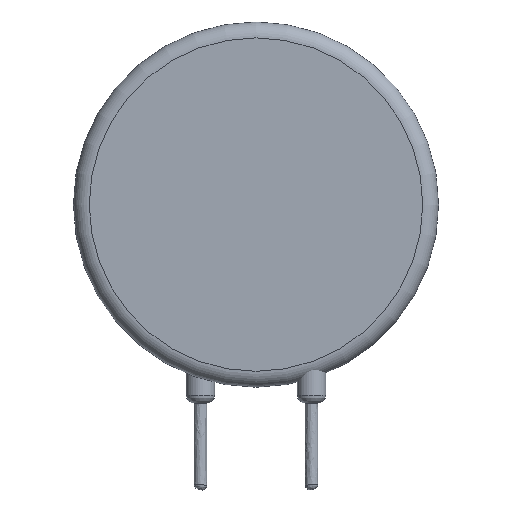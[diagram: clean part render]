
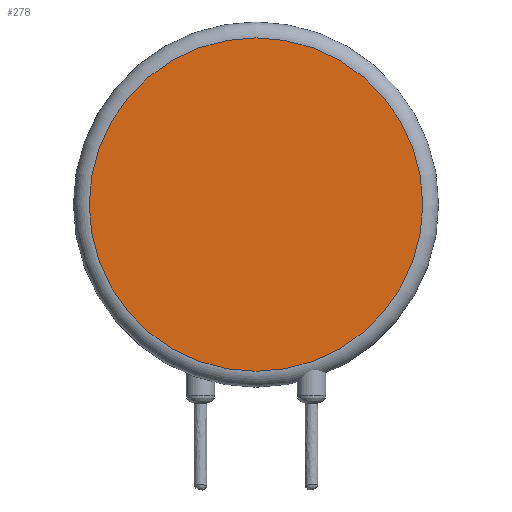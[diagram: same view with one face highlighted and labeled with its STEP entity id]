
A CAD part, left-side view. The second image highlights one B-rep face of the part: STEP entity #278.
In plain terms, the highlighted planar face has unit normal (-1, 0, 0).
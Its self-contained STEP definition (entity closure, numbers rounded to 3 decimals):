
#39=PLANE('',#325);
#69=FACE_OUTER_BOUND('',#90,.T.);
#90=EDGE_LOOP('',(#213));
#115=CIRCLE('',#323,10.5);
#138=VERTEX_POINT('',#456);
#165=EDGE_CURVE('',#138,#138,#115,.T.);
#213=ORIENTED_EDGE('',*,*,#165,.F.);
#278=ADVANCED_FACE('',(#69),#39,.F.);
#323=AXIS2_PLACEMENT_3D('',#457,#375,#376);
#325=AXIS2_PLACEMENT_3D('',#459,#379,#380);
#375=DIRECTION('center_axis',(1.,0.,0.));
#376=DIRECTION('ref_axis',(0.,1.,0.));
#379=DIRECTION('center_axis',(1.,0.,0.));
#380=DIRECTION('ref_axis',(0.,1.,0.));
#456=CARTESIAN_POINT('',(-2.8,0.,6.));
#457=CARTESIAN_POINT('Origin',(-2.8,0.,16.5));
#459=CARTESIAN_POINT('Origin',(-2.8,0.,16.5));
